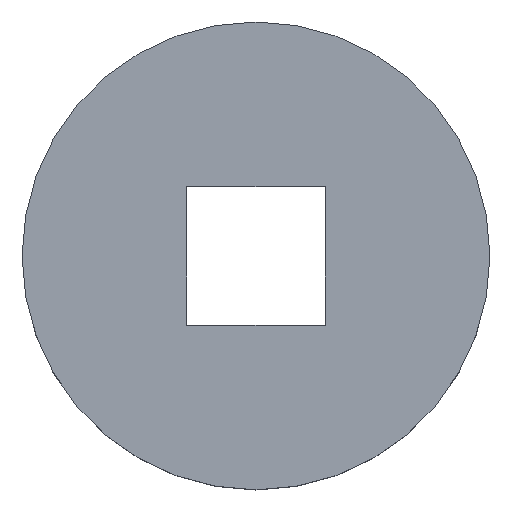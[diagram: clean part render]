
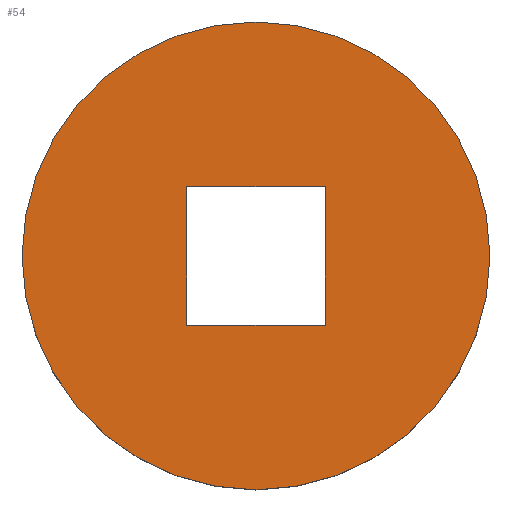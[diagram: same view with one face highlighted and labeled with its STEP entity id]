
A CAD part, top view. The second image highlights one B-rep face of the part: STEP entity #54.
In plain terms, the highlighted planar face has unit normal (0, 0, 1).
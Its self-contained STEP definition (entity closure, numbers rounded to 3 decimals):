
#54=ADVANCED_FACE('',(#69,#71),#73,.T.);
#69=FACE_BOUND('',#70,.T.);
#70=EDGE_LOOP('',(#120));
#71=FACE_BOUND('',#72,.T.);
#72=EDGE_LOOP('',(#121,#122,#123,#124));
#73=PLANE('',#74);
#74=AXIS2_PLACEMENT_3D('',#75,#76,#77);
#75=CARTESIAN_POINT('',(0.,0.,6.));
#76=DIRECTION('',(0.,0.,1.));
#77=DIRECTION('',(-1.,0.,0.));
#120=ORIENTED_EDGE('',*,*,#148,.T.);
#121=ORIENTED_EDGE('',*,*,#149,.T.);
#122=ORIENTED_EDGE('',*,*,#150,.T.);
#123=ORIENTED_EDGE('',*,*,#151,.T.);
#124=ORIENTED_EDGE('',*,*,#152,.T.);
#148=EDGE_CURVE('',#167,#167,#168,.T.);
#149=EDGE_CURVE('',#169,#170,#171,.F.);
#150=EDGE_CURVE('',#170,#172,#173,.F.);
#151=EDGE_CURVE('',#172,#174,#175,.F.);
#152=EDGE_CURVE('',#174,#169,#176,.F.);
#167=VERTEX_POINT('',#202);
#168=CIRCLE('',#203,13.5);
#169=VERTEX_POINT('',#207);
#170=VERTEX_POINT('',#208);
#171=LINE('',#209,#210);
#172=VERTEX_POINT('',#212);
#173=LINE('',#213,#214);
#174=VERTEX_POINT('',#216);
#175=LINE('',#217,#218);
#176=LINE('',#220,#221);
#202=CARTESIAN_POINT('',(-13.5,0.,6.));
#203=AXIS2_PLACEMENT_3D('',#204,#205,#206);
#204=CARTESIAN_POINT('',(0.,0.,6.));
#205=DIRECTION('',(0.,0.,1.));
#206=DIRECTION('',(-1.,0.,0.));
#207=CARTESIAN_POINT('',(-4.,-4.,6.));
#208=CARTESIAN_POINT('',(-4.,4.,6.));
#209=CARTESIAN_POINT('',(-4.,4.,6.));
#210=VECTOR('',#211,1.);
#211=DIRECTION('',(0.,-1.,0.));
#212=CARTESIAN_POINT('',(4.,4.,6.));
#213=CARTESIAN_POINT('',(4.,4.,6.));
#214=VECTOR('',#215,1.);
#215=DIRECTION('',(-1.,0.,0.));
#216=CARTESIAN_POINT('',(4.,-4.,6.));
#217=CARTESIAN_POINT('',(4.,-4.,6.));
#218=VECTOR('',#219,1.);
#219=DIRECTION('',(0.,1.,0.));
#220=CARTESIAN_POINT('',(-4.,-4.,6.));
#221=VECTOR('',#222,1.);
#222=DIRECTION('',(1.,0.,0.));
